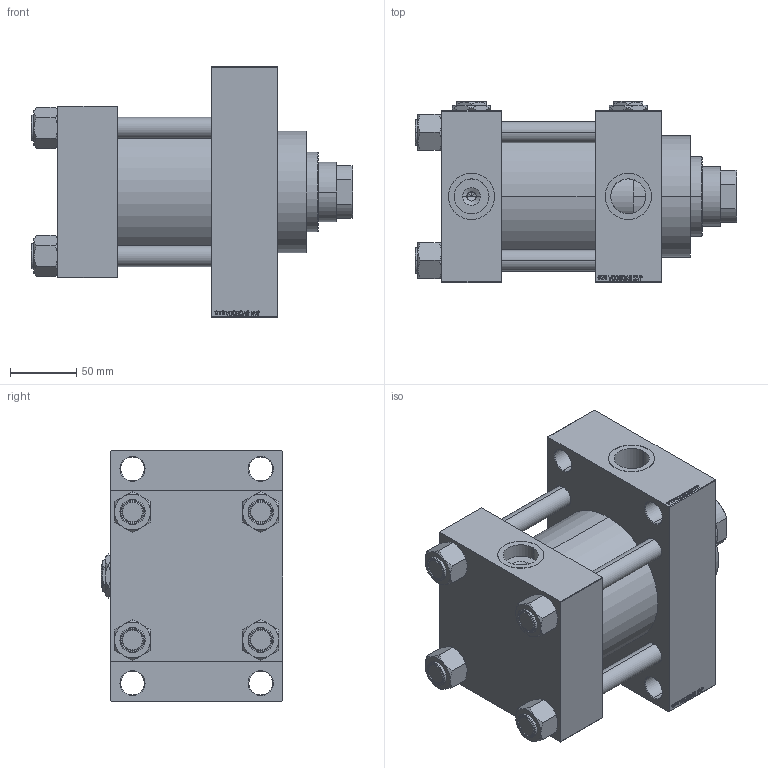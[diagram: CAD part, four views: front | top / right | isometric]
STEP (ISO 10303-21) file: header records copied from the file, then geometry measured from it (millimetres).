
FILE_DESCRIPTION (( 'STEP AP203' ), '1' );
FILE_NAME ('5c31.STEP', '2025-01-04T17:34:13', ( '' ), ( '' ), 'SwSTEP 2.0', 'SolidWorks 2019', '' );
FILE_SCHEMA (( 'CONFIG_CONTROL_DESIGN' ));
Length unit declared in the file: millimetre
Products named in the file (7): Zatka_pro_OIL_PORT 20992a4683876ce8e1fac5bd9e3dcbbf; V215CD_NUT_M5_D 20992a4683876ce8e1fac5bd9e3dcbbf; V215CD_VC_A 20992a4683876ce8e1fac5bd9e3dcbbf; V215CD_D_Body 20992a4683876ce8e1fac5bd9e3dcbbf; 5c31; V215CD_D_TYCINKA 20992a4683876ce8e1fac5bd9e3dcbbf; V215CD_VCP_D 20992a4683876ce8e1fac5bd9e3dcbbf
Assembly tree (13 placements, depth 2):
  5c31
    V215CD_D_Body 20992a4683876ce8e1fac5bd9e3dcbbf
    V215CD_VC_A 20992a4683876ce8e1fac5bd9e3dcbbf
    V215CD_VCP_D 20992a4683876ce8e1fac5bd9e3dcbbf
    V215CD_D_TYCINKA 20992a4683876ce8e1fac5bd9e3dcbbf  x4
    V215CD_NUT_M5_D 20992a4683876ce8e1fac5bd9e3dcbbf  x4
    Zatka_pro_OIL_PORT 20992a4683876ce8e1fac5bd9e3dcbbf  x2
Bounding box: 243 x 137 x 190 mm (x, y, z)
Volume: 2576139.6 mm3; surface area: 361795.4 mm2
Topology: 13 solids, 13 shells, 1252 faces, 3138 edges, 2028 vertices
Faces by surface type: plane 593, bspline 368, cone 184, cylinder 99, torus 8
Entity records: 49805 total; most frequent: CARTESIAN_POINT 25877, ORIENTED_EDGE 5348, DIRECTION 3528, EDGE_CURVE 2674, VERTEX_POINT 1748, VECTOR 1570, LINE 1570, EDGE_LOOP 1192
